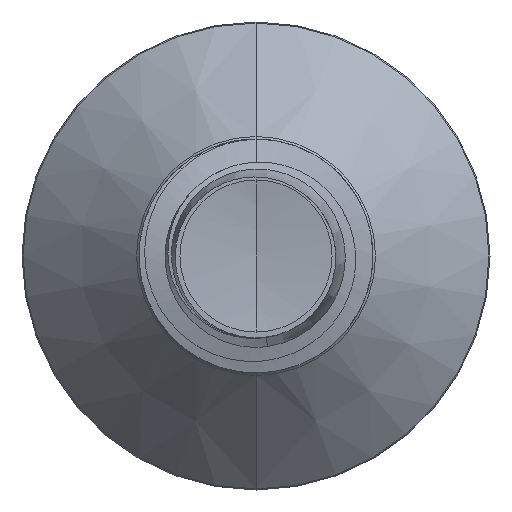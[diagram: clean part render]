
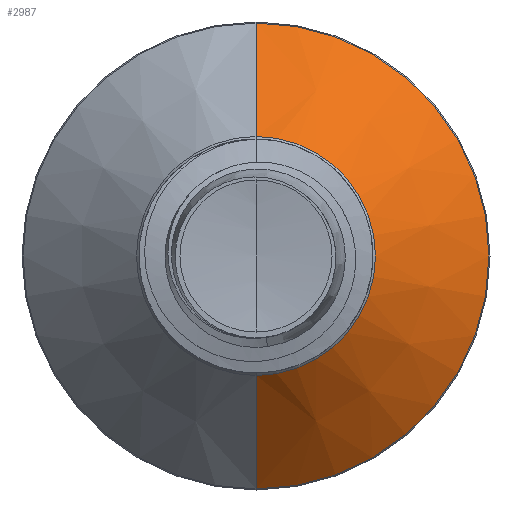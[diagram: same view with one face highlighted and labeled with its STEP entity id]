
A CAD part, front view. The second image highlights one B-rep face of the part: STEP entity #2987.
In plain terms, the highlighted conical face has half-angle 45 degrees and reference radius 2.042 mm.
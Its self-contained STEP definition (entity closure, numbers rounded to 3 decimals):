
#548 = DIRECTION ( 'NONE',  ( 0., 0., 1. ) ) ;
#831 = CARTESIAN_POINT ( 'NONE',  ( 0., 3.842, 0. ) ) ;
#1901 = FACE_OUTER_BOUND ( 'NONE', #14262, .T. ) ;
#2129 = AXIS2_PLACEMENT_3D ( 'NONE', #4634, #6063, #3414 ) ;
#2161 = EDGE_CURVE ( 'NONE', #2334, #5044, #4384, .T. ) ;
#2238 = DIRECTION ( 'NONE',  ( 0., 0., 1. ) ) ;
#2334 = VERTEX_POINT ( 'NONE', #8523 ) ;
#2987 = ADVANCED_FACE ( 'NONE', ( #1901 ), #4981, .T. ) ;
#3185 = EDGE_CURVE ( 'NONE', #5465, #5044, #7956, .T. ) ;
#3414 = DIRECTION ( 'NONE',  ( 0., 0., 1. ) ) ;
#3472 = AXIS2_PLACEMENT_3D ( 'NONE', #831, #9859, #2238 ) ;
#3853 = CARTESIAN_POINT ( 'NONE',  ( 0., 3.842, 2.042 ) ) ;
#4384 = CIRCLE ( 'NONE', #11049, 3.982 ) ;
#4634 = CARTESIAN_POINT ( 'NONE',  ( 0., 3.842, 0. ) ) ;
#4692 = ORIENTED_EDGE ( 'NONE', *, *, #13989, .F. ) ;
#4981 = CONICAL_SURFACE ( 'NONE', #2129, 2.042, 0.785 ) ;
#5044 = VERTEX_POINT ( 'NONE', #5878 ) ;
#5223 = ORIENTED_EDGE ( 'NONE', *, *, #2161, .F. ) ;
#5465 = VERTEX_POINT ( 'NONE', #10907 ) ;
#5562 = ORIENTED_EDGE ( 'NONE', *, *, #3185, .T. ) ;
#5878 = CARTESIAN_POINT ( 'NONE',  ( 0., 5.782, -3.982 ) ) ;
#6063 = DIRECTION ( 'NONE',  ( 0., 1., 0. ) ) ;
#7339 = DIRECTION ( 'NONE',  ( 0., 0.707, -0.707 ) ) ;
#7956 = LINE ( 'NONE', #16166, #11213 ) ;
#8296 = LINE ( 'NONE', #13324, #10787 ) ;
#8370 = DIRECTION ( 'NONE',  ( 0., 1., 0. ) ) ;
#8523 = CARTESIAN_POINT ( 'NONE',  ( 0., 5.782, 3.982 ) ) ;
#9457 = CIRCLE ( 'NONE', #3472, 2.042 ) ;
#9859 = DIRECTION ( 'NONE',  ( 0., 1., 0. ) ) ;
#10787 = VECTOR ( 'NONE', #12032, 1000. ) ;
#10907 = CARTESIAN_POINT ( 'NONE',  ( 0., 3.842, -2.042 ) ) ;
#11049 = AXIS2_PLACEMENT_3D ( 'NONE', #15985, #8370, #548 ) ;
#11213 = VECTOR ( 'NONE', #7339, 1000. ) ;
#11273 = VERTEX_POINT ( 'NONE', #3853 ) ;
#12032 = DIRECTION ( 'NONE',  ( 0., 0.707, 0.707 ) ) ;
#12353 = EDGE_CURVE ( 'NONE', #11273, #5465, #9457, .T. ) ;
#13091 = ORIENTED_EDGE ( 'NONE', *, *, #12353, .T. ) ;
#13324 = CARTESIAN_POINT ( 'NONE',  ( 0., 3.842, 2.042 ) ) ;
#13989 = EDGE_CURVE ( 'NONE', #11273, #2334, #8296, .T. ) ;
#14262 = EDGE_LOOP ( 'NONE', ( #13091, #5562, #5223, #4692 ) ) ;
#15985 = CARTESIAN_POINT ( 'NONE',  ( 0., 5.782, 0. ) ) ;
#16166 = CARTESIAN_POINT ( 'NONE',  ( 0., 3.842, -2.042 ) ) ;
